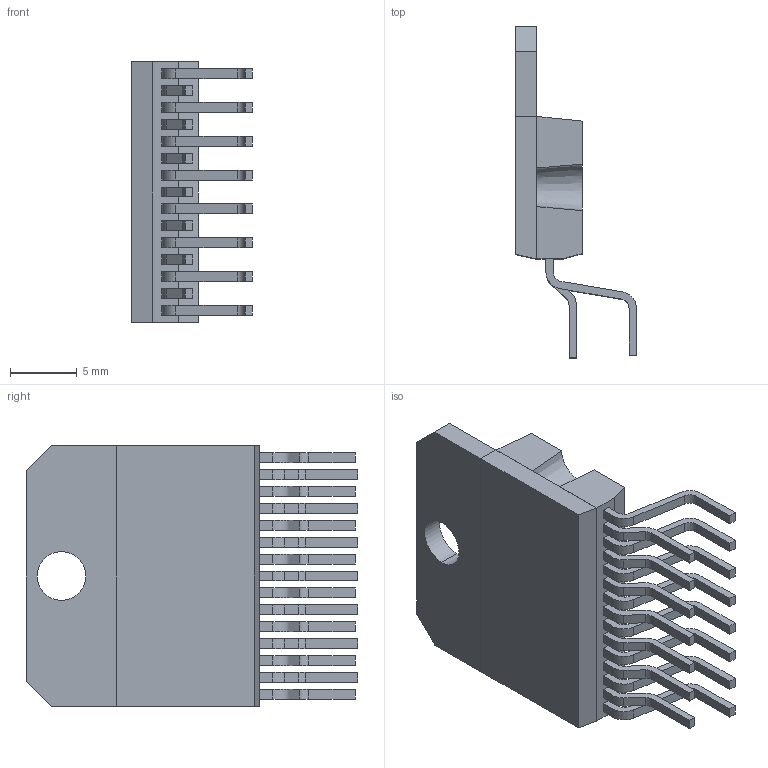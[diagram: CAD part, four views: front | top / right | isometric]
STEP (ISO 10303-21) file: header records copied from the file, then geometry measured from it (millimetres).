
FILE_DESCRIPTION (( 'STEP AP214' ), '1' );
FILE_NAME ('7EA70702-F188-46F3-BE92-9608CE4FAEA7.STEP', '2022-09-12T12:47:16', ( '' ), ( '' ), 'SwSTEP 2.0', 'SolidWorks 2022', '' );
FILE_SCHEMA (( 'AUTOMOTIVE_DESIGN' ));
Length unit declared in the file: millimetre
Products named in the file (1): 7EA70702-F188-46F3-BE92-9608CE4FAEA7
Bounding box: 9.07 x 24.92 x 19.6 mm (x, y, z)
Volume: 1250.8 mm3; surface area: 1851.9 mm2
Topology: 3 solids, 3 shells, 228 faces, 615 edges, 410 vertices
Faces by surface type: plane 160, cylinder 66, cone 2
Entity records: 9699 total; most frequent: CARTESIAN_POINT 1254, ORIENTED_EDGE 1230, DIRECTION 1209, EDGE_CURVE 615, VECTOR 479, LINE 479, VERTEX_POINT 410, AXIS2_PLACEMENT_3D 365
